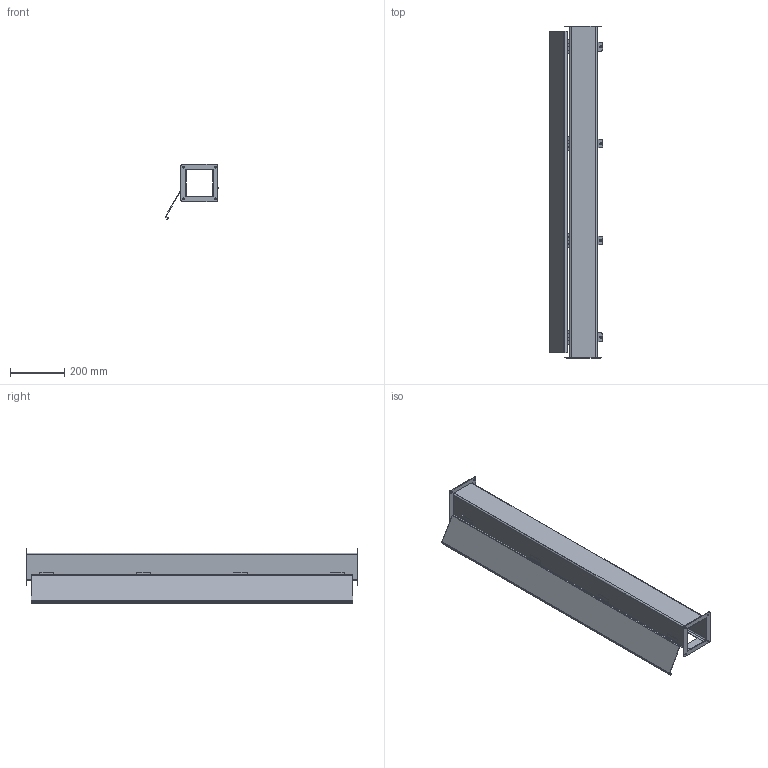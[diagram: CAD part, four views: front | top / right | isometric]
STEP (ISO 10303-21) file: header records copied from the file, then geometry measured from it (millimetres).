
FILE_DESCRIPTION(/* description */ ('JW, BTB, CRS, 48X4X4'),/* implementation_level */ '2;1');
FILE_NAME(/* name */ 'JW44 opened.iam.stp',/* time_stamp */ '2014-09-23T15:11:07-06:00',/* author */ ('tkorenak'),/* organization */ (''),/* preprocessor_version */ 'ST-DEVELOPER v15.2',/* originating_system */ 'Autodesk Inventor 2014',/* authorisation */ '');
FILE_SCHEMA (('AUTOMOTIVE_DESIGN { 1 0 10303 214 3 1 1 }'));
Length unit declared in the file: inch
Products named in the file (10): JW44_BTB; JW4_RING; JW44_LID; JW4_SPC; H6050139T; H6050139L; H6050139P; H6050139; C1001; JW44 opened
Bounding box: 194.9 x 1219.2 x 202.62 mm (x, y, z)
Volume: 1125157.8 mm3; surface area: 1195946.5 mm2
Topology: 22 solids, 22 shells, 308 faces, 732 edges, 468 vertices
Faces by surface type: plane 206, cylinder 98, cone 4
Full cylindrical faces by diameter (mm): 3.048 x4, 3.302 x16, 4.978 x4, 7.144 x8, 8.738 x4
Entity records: 4244 total; most frequent: DIRECTION 728, CARTESIAN_POINT 671, ORIENTED_EDGE 616, EDGE_CURVE 308, AXIS2_PLACEMENT_3D 251, LINE 226, VECTOR 226, VERTEX_POINT 194
